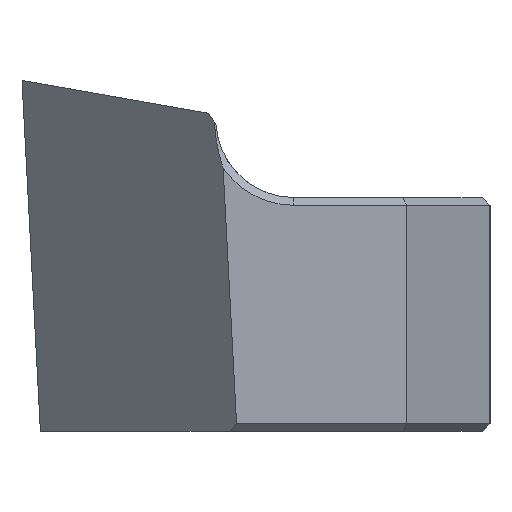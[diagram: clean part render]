
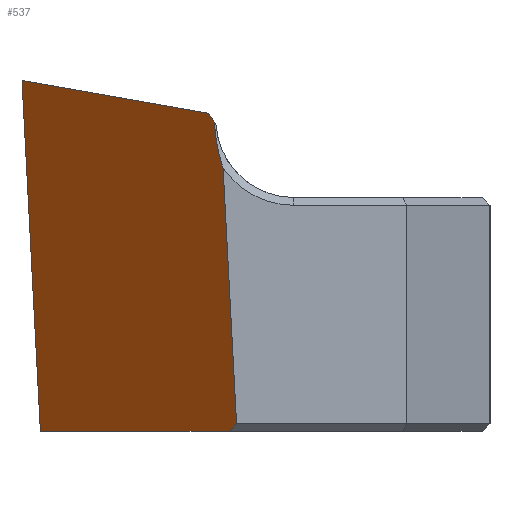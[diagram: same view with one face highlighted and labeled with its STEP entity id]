
A CAD part, left-side view. The second image highlights one B-rep face of the part: STEP entity #537.
In plain terms, the highlighted planar face has unit normal (-0.707, 0.707, -0.037).
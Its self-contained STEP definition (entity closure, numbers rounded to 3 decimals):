
#26 = VERTEX_POINT ( 'NONE', #94 ) ;
#36 = DIRECTION ( 'NONE',  ( 0.469, 0.507, 0.724 ) ) ;
#56 = CARTESIAN_POINT ( 'NONE',  ( -4.877, 7.067, 7.934 ) ) ;
#58 = ORIENTED_EDGE ( 'NONE', *, *, #208, .T. ) ;
#81 = CARTESIAN_POINT ( 'NONE',  ( -5.357, 6.199, 0.517 ) ) ;
#93 = LINE ( 'NONE', #416, #584 ) ;
#94 = CARTESIAN_POINT ( 'NONE',  ( -5.04, 6.842, 6.752 ) ) ;
#106 = DIRECTION ( 'NONE',  ( -0.707, -0.707, 0. ) ) ;
#169 = EDGE_LOOP ( 'NONE', ( #570, #864, #1022, #815, #58, #774, #415 ) ) ;
#183 = PLANE ( 'NONE',  #980 ) ;
#208 = EDGE_CURVE ( 'NONE', #716, #1017, #443, .T. ) ;
#222 = LINE ( 'NONE', #547, #648 ) ;
#246 = B_SPLINE_CURVE_WITH_KNOTS ( 'NONE', 3,
 ( #728, #1040, #329, #651 ),
 .UNSPECIFIED., .F., .F.,
 ( 4, 4 ),
 ( 0., 0.001 ),
 .UNSPECIFIED. ) ;
#323 = LINE ( 'NONE', #641, #1041 ) ;
#329 = CARTESIAN_POINT ( 'NONE',  ( -4.873, 7.049, 7.521 ) ) ;
#336 = VERTEX_POINT ( 'NONE', #1024 ) ;
#399 = LINE ( 'NONE', #719, #465 ) ;
#405 = DIRECTION ( 'NONE',  ( -0.587, -0.557, 0.587 ) ) ;
#410 = VECTOR ( 'NONE', #405, 1000. ) ;
#415 = ORIENTED_EDGE ( 'NONE', *, *, #789, .F. ) ;
#416 = CARTESIAN_POINT ( 'NONE',  ( -5.764, 5.764, 0. ) ) ;
#422 = EDGE_CURVE ( 'NONE', #26, #716, #246, .T. ) ;
#426 = CARTESIAN_POINT ( 'NONE',  ( 0., 12., 9. ) ) ;
#437 = CARTESIAN_POINT ( 'NONE',  ( 0., 11.528, 0. ) ) ;
#443 = LINE ( 'NONE', #766, #965 ) ;
#465 = VECTOR ( 'NONE', #1030, 1000. ) ;
#511 = CARTESIAN_POINT ( 'NONE',  ( -5.756, 5.756, -0.302 ) ) ;
#512 = VERTEX_POINT ( 'NONE', #426 ) ;
#525 = CARTESIAN_POINT ( 'NONE',  ( -4.732, 7.224, 8.158 ) ) ;
#537 = ADVANCED_FACE ( 'NONE', ( #913 ), #183, .T. ) ;
#547 = CARTESIAN_POINT ( 'NONE',  ( -6.688, 5.249, 7.81 ) ) ;
#570 = ORIENTED_EDGE ( 'NONE', *, *, #909, .T. ) ;
#584 = VECTOR ( 'NONE', #739, 1000. ) ;
#641 = CARTESIAN_POINT ( 'NONE',  ( 0., 11.497, -0.603 ) ) ;
#648 = VECTOR ( 'NONE', #869, 1000. ) ;
#651 = CARTESIAN_POINT ( 'NONE',  ( -4.877, 7.067, 7.934 ) ) ;
#692 = EDGE_CURVE ( 'NONE', #512, #1017, #222, .T. ) ;
#716 = VERTEX_POINT ( 'NONE', #56 ) ;
#719 = CARTESIAN_POINT ( 'NONE',  ( -5.04, 6.947, 8.748 ) ) ;
#728 = CARTESIAN_POINT ( 'NONE',  ( -5.04, 6.842, 6.752 ) ) ;
#739 = DIRECTION ( 'NONE',  ( -0.707, -0.707, 0. ) ) ;
#766 = CARTESIAN_POINT ( 'NONE',  ( -8.175, 3.502, 2.843 ) ) ;
#774 = ORIENTED_EDGE ( 'NONE', *, *, #692, .F. ) ;
#782 = EDGE_CURVE ( 'NONE', #904, #26, #399, .T. ) ;
#789 = EDGE_CURVE ( 'NONE', #1004, #512, #323, .T. ) ;
#807 = LINE ( 'NONE', #81, #410 ) ;
#815 = ORIENTED_EDGE ( 'NONE', *, *, #422, .T. ) ;
#819 = CARTESIAN_POINT ( 'NONE',  ( -5.04, 6.499, 0.2 ) ) ;
#833 = EDGE_CURVE ( 'NONE', #336, #904, #807, .T. ) ;
#835 = DIRECTION ( 'NONE',  ( -0.707, 0.707, -0.037 ) ) ;
#864 = ORIENTED_EDGE ( 'NONE', *, *, #833, .T. ) ;
#869 = DIRECTION ( 'NONE',  ( -0.698, -0.705, -0.124 ) ) ;
#904 = VERTEX_POINT ( 'NONE', #819 ) ;
#909 = EDGE_CURVE ( 'NONE', #1004, #336, #93, .T. ) ;
#913 = FACE_OUTER_BOUND ( 'NONE', #169, .T. ) ;
#955 = DIRECTION ( 'NONE',  ( 0., 0.052, 0.999 ) ) ;
#965 = VECTOR ( 'NONE', #36, 1000. ) ;
#980 = AXIS2_PLACEMENT_3D ( 'NONE', #511, #835, #106 ) ;
#1004 = VERTEX_POINT ( 'NONE', #437 ) ;
#1017 = VERTEX_POINT ( 'NONE', #525 ) ;
#1022 = ORIENTED_EDGE ( 'NONE', *, *, #782, .T. ) ;
#1024 = CARTESIAN_POINT ( 'NONE',  ( -4.84, 6.688, 0. ) ) ;
#1030 = DIRECTION ( 'NONE',  ( 0., 0.052, 0.999 ) ) ;
#1040 = CARTESIAN_POINT ( 'NONE',  ( -4.932, 6.97, 7.128 ) ) ;
#1041 = VECTOR ( 'NONE', #955, 1000. ) ;
